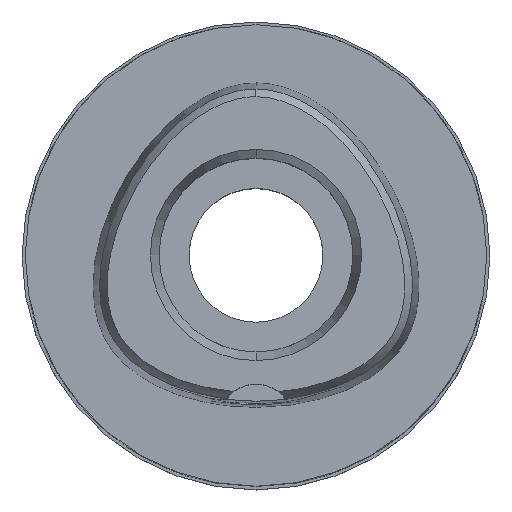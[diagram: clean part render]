
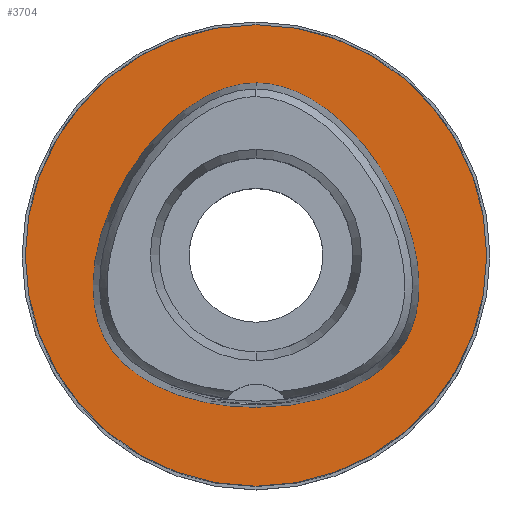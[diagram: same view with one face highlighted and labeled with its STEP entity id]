
A CAD part, top view. The second image highlights one B-rep face of the part: STEP entity #3704.
In plain terms, the highlighted planar face has unit normal (0, 0, 1).
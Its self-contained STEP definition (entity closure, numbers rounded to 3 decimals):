
#283=CARTESIAN_POINT('',(0.,0.,0.));
#284=DIRECTION('',(0.,0.,-1.));
#285=DIRECTION('',(0.,-1.,0.));
#286=AXIS2_PLACEMENT_3D('',#283,#284,#285);
#291=CARTESIAN_POINT('',(0.,0.,0.));
#292=DIRECTION('',(0.,0.,-1.));
#293=DIRECTION('',(0.,1.,0.));
#294=AXIS2_PLACEMENT_3D('',#291,#292,#293);
#299=CARTESIAN_POINT('',(0.,-16.455,0.));
#300=CARTESIAN_POINT('',(0.731,-16.455,0.));
#301=CARTESIAN_POINT('',(2.167,-16.399,
0.));
#302=CARTESIAN_POINT('',(4.276,-16.155,
0.));
#303=CARTESIAN_POINT('',(6.251,-15.768,0.));
#304=CARTESIAN_POINT('',(8.055,-15.263,0.));
#305=CARTESIAN_POINT('',(9.667,-14.666,0.));
#306=CARTESIAN_POINT('',(11.082,-14.001,0.));
#307=CARTESIAN_POINT('',(12.31,-13.289,0.));
#308=CARTESIAN_POINT('',(13.366,-12.544,0.));
#309=CARTESIAN_POINT('',(14.268,-11.774,0.));
#310=CARTESIAN_POINT('',(15.031,-10.985,0.));
#311=CARTESIAN_POINT('',(15.673,-10.179,0.));
#312=CARTESIAN_POINT('',(16.206,-9.354,0.));
#313=CARTESIAN_POINT('',(16.652,-8.481,0.));
#314=CARTESIAN_POINT('',(17.029,-7.525,0.));
#315=CARTESIAN_POINT('',(17.331,-6.467,0.));
#316=CARTESIAN_POINT('',(17.546,-5.302,0.));
#317=CARTESIAN_POINT('',(17.664,-4.015,0.));
#318=CARTESIAN_POINT('',(17.667,-2.594,0.));
#319=CARTESIAN_POINT('',(17.534,-1.035,0.));
#320=CARTESIAN_POINT('',(17.245,0.66,0.));
#321=CARTESIAN_POINT('',(16.78,2.475,0.));
#322=CARTESIAN_POINT('',(16.126,4.381,0.));
#323=CARTESIAN_POINT('',(15.284,6.327,0.));
#324=CARTESIAN_POINT('',(14.27,8.249,0.));
#325=CARTESIAN_POINT('',(13.111,10.088,0.));
#326=CARTESIAN_POINT('',(11.847,11.788,0.));
#327=CARTESIAN_POINT('',(10.523,13.305,0.));
#328=CARTESIAN_POINT('',(9.183,14.614,0.));
#329=CARTESIAN_POINT('',(7.861,15.71,0.));
#330=CARTESIAN_POINT('',(6.578,16.602,0.));
#331=CARTESIAN_POINT('',(5.347,17.309,0.));
#332=CARTESIAN_POINT('',(4.174,17.85,0.));
#333=CARTESIAN_POINT('',(3.057,18.245,0.));
#334=CARTESIAN_POINT('',(1.992,18.511,0.));
#335=CARTESIAN_POINT('',(0.974,18.663,
0.));
#336=CARTESIAN_POINT('',(0.32,18.695,
0.));
#337=CARTESIAN_POINT('',(0.,18.695,
0.));
#342=CARTESIAN_POINT('',(0.,18.695,
0.));
#343=CARTESIAN_POINT('',(-0.32,18.695,
0.));
#344=CARTESIAN_POINT('',(-0.974,18.663,
0.));
#345=CARTESIAN_POINT('',(-1.992,18.511,
0.));
#346=CARTESIAN_POINT('',(-3.056,18.245,0.));
#347=CARTESIAN_POINT('',(-4.173,17.85,0.));
#348=CARTESIAN_POINT('',(-5.347,17.309,0.));
#349=CARTESIAN_POINT('',(-6.577,16.603,0.));
#350=CARTESIAN_POINT('',(-7.86,15.71,0.));
#351=CARTESIAN_POINT('',(-9.183,14.614,0.));
#352=CARTESIAN_POINT('',(-10.522,13.306,0.));
#353=CARTESIAN_POINT('',(-11.846,11.789,0.));
#354=CARTESIAN_POINT('',(-13.11,10.089,0.));
#355=CARTESIAN_POINT('',(-14.269,8.251,0.));
#356=CARTESIAN_POINT('',(-15.283,6.329,0.));
#357=CARTESIAN_POINT('',(-16.125,4.384,0.));
#358=CARTESIAN_POINT('',(-16.779,2.479,0.));
#359=CARTESIAN_POINT('',(-17.244,0.664,0.));
#360=CARTESIAN_POINT('',(-17.533,-1.031,0.));
#361=CARTESIAN_POINT('',(-17.666,-2.59,0.));
#362=CARTESIAN_POINT('',(-17.664,-4.01,0.));
#363=CARTESIAN_POINT('',(-17.547,-5.298,0.));
#364=CARTESIAN_POINT('',(-17.332,-6.464,0.));
#365=CARTESIAN_POINT('',(-17.03,-7.521,0.));
#366=CARTESIAN_POINT('',(-16.654,-8.477,0.));
#367=CARTESIAN_POINT('',(-16.207,-9.352,0.));
#368=CARTESIAN_POINT('',(-15.673,-10.179,0.));
#369=CARTESIAN_POINT('',(-15.032,-10.984,0.));
#370=CARTESIAN_POINT('',(-14.268,-11.773,0.));
#371=CARTESIAN_POINT('',(-13.367,-12.543,0.));
#372=CARTESIAN_POINT('',(-12.312,-13.289,0.));
#373=CARTESIAN_POINT('',(-11.083,-14.001,0.));
#374=CARTESIAN_POINT('',(-9.668,-14.665,0.));
#375=CARTESIAN_POINT('',(-8.056,-15.262,0.));
#376=CARTESIAN_POINT('',(-6.251,-15.768,0.));
#377=CARTESIAN_POINT('',(-4.277,-16.155,
0.));
#378=CARTESIAN_POINT('',(-2.167,-16.399,
0.));
#379=CARTESIAN_POINT('',(-0.731,-16.455,0.));
#380=CARTESIAN_POINT('',(0.,-16.455,0.));
#2755=VERTEX_POINT('',#342);
#2756=VERTEX_POINT('',#380);
#2761=CARTESIAN_POINT('',(0.,-25.,0.));
#2762=CARTESIAN_POINT('',(0.,25.,0.));
#2763=VERTEX_POINT('',#2761);
#2764=VERTEX_POINT('',#2762);
#3688=CARTESIAN_POINT('',(0.,0.,0.));
#3689=DIRECTION('',(0.,0.,-1.));
#3690=DIRECTION('',(0.,-1.,0.));
#3691=AXIS2_PLACEMENT_3D('',#3688,#3689,#3690);
#3692=PLANE('',#3691);
#3694=ORIENTED_EDGE('',*,*,#3693,.T.);
#3696=ORIENTED_EDGE('',*,*,#3695,.T.);
#3697=EDGE_LOOP('',(#3694,#3696));
#3698=FACE_OUTER_BOUND('',#3697,.F.);
#3700=ORIENTED_EDGE('',*,*,#3699,.T.);
#3701=ORIENTED_EDGE('',*,*,#3671,.T.);
#3702=EDGE_LOOP('',(#3700,#3701));
#3703=FACE_BOUND('',#3702,.F.);
#287=CIRCLE('',#286,25.);
#295=CIRCLE('',#294,25.);
#338=B_SPLINE_CURVE_WITH_KNOTS('',3,(#299,#300,#301,#302,#303,#304,#305,#306,
#307,#308,#309,#310,#311,#312,#313,#314,#315,#316,#317,#318,#319,#320,#321,#322,
#323,#324,#325,#326,#327,#328,#329,#330,#331,#332,#333,#334,#335,#336,#337),
.UNSPECIFIED.,.F.,.F.,(4,1,1,1,1,1,1,1,1,1,1,1,1,1,1,1,1,1,1,1,1,1,1,1,1,1,1,1,
1,1,1,1,1,1,1,1,4),(0.,0.028,0.056,0.083,
0.111,0.139,0.167,0.194,
0.222,0.25,0.278,0.306,0.333,
0.361,0.389,0.417,0.444,
0.472,0.5,0.528,0.556,0.583,
0.611,0.639,0.667,0.694,
0.722,0.75,0.778,0.806,0.833,
0.861,0.889,0.917,0.944,
0.972,1.),.UNSPECIFIED.);
#381=B_SPLINE_CURVE_WITH_KNOTS('',3,(#342,#343,#344,#345,#346,#347,#348,#349,
#350,#351,#352,#353,#354,#355,#356,#357,#358,#359,#360,#361,#362,#363,#364,#365,
#366,#367,#368,#369,#370,#371,#372,#373,#374,#375,#376,#377,#378,#379,#380),
.UNSPECIFIED.,.F.,.F.,(4,1,1,1,1,1,1,1,1,1,1,1,1,1,1,1,1,1,1,1,1,1,1,1,1,1,1,1,
1,1,1,1,1,1,1,1,4),(0.,0.028,0.056,0.083,
0.111,0.139,0.167,0.194,
0.222,0.25,0.278,0.306,0.333,
0.361,0.389,0.417,0.444,
0.472,0.5,0.528,0.556,0.583,
0.611,0.639,0.667,0.694,
0.722,0.75,0.778,0.806,0.833,
0.861,0.889,0.917,0.944,
0.972,1.),.UNSPECIFIED.);
#3671=EDGE_CURVE('',#2755,#2756,#381,.T.);
#3693=EDGE_CURVE('',#2763,#2764,#287,.T.);
#3695=EDGE_CURVE('',#2764,#2763,#295,.T.);
#3699=EDGE_CURVE('',#2756,#2755,#338,.T.);
#3704=ADVANCED_FACE('',(#3698,#3703),#3692,.F.);
